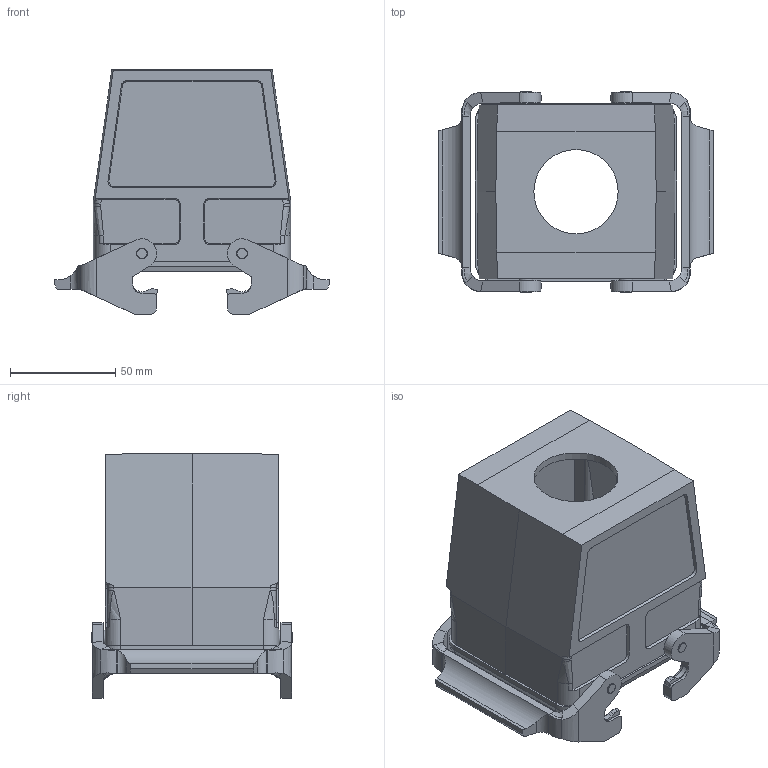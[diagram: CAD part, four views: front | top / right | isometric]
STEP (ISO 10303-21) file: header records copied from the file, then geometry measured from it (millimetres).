
FILE_DESCRIPTION(/* description */ (''),/* implementation_level */ '2;1');
FILE_NAME(/* name */ '100095188ugm000_d.stp',/* time_stamp */ '2020-02-20T07:44:06+01:00',/* author */ (''),/* organization */ (''),/* preprocessor_version */ 'ST-DEVELOPER v16.7',/* originating_system */ 'SIEMENS PLM Software NX 12.0',/* authorisation */ '');
FILE_SCHEMA (('AUTOMOTIVE_DESIGN { 1 0 10303 214 3 1 1 1 }'));
Length unit declared in the file: millimetre
Products named in the file (1): 100095188ugm000_d
Bounding box: 130.5 x 95.5 x 116 mm (x, y, z)
Volume: 193964 mm3; surface area: 91428.8 mm2
Topology: 3 solids, 3 shells, 480 faces, 1364 edges, 922 vertices
Faces by surface type: plane 301, cylinder 87, bspline 59, cone 30, extrusion 3
Full cylindrical faces by diameter (mm): 3 x8, 4.8 x4, 5.1 x4, 7 x4, 40 x1
Entity records: 20999 total; most frequent: CARTESIAN_POINT 6896, ORIENTED_EDGE 2550, DIRECTION 2185, EDGE_CURVE 1275, VERTEX_POINT 859, VECTOR 835, LINE 832, AXIS2_PLACEMENT_3D 675
